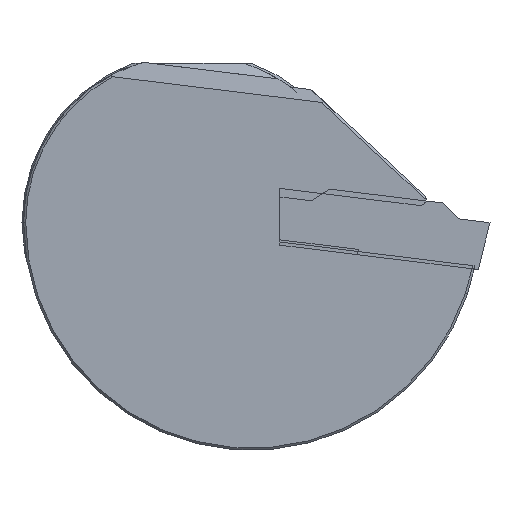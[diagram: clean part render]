
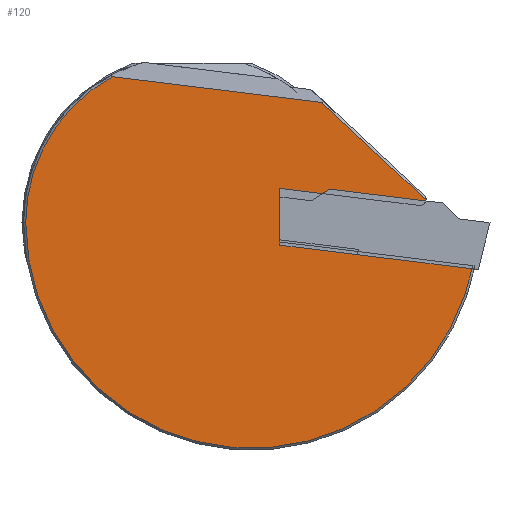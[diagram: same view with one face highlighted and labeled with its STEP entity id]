
A CAD part, left-side view. The second image highlights one B-rep face of the part: STEP entity #120.
In plain terms, the highlighted planar face has unit normal (-1, 0, 0).
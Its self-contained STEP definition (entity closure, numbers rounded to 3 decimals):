
#68=CIRCLE('',#924,0.6);
#69=CIRCLE('',#925,15.65);
#70=CIRCLE('',#926,21.2);
#120=ADVANCED_FACE('',(#202),#166,.F.);
#166=PLANE('',#927);
#202=FACE_OUTER_BOUND('',#248,.T.);
#248=EDGE_LOOP('',(#377,#378,#379,#380,#381,#382,#383,#384,#385));
#377=ORIENTED_EDGE('',*,*,#658,.T.);
#378=ORIENTED_EDGE('',*,*,#659,.T.);
#379=ORIENTED_EDGE('',*,*,#660,.T.);
#380=ORIENTED_EDGE('',*,*,#661,.T.);
#381=ORIENTED_EDGE('',*,*,#662,.T.);
#382=ORIENTED_EDGE('',*,*,#663,.T.);
#383=ORIENTED_EDGE('',*,*,#664,.T.);
#384=ORIENTED_EDGE('',*,*,#665,.T.);
#385=ORIENTED_EDGE('',*,*,#666,.T.);
#563=VERTEX_POINT('',#1329);
#564=VERTEX_POINT('',#1330);
#565=VERTEX_POINT('',#1332);
#566=VERTEX_POINT('',#1334);
#567=VERTEX_POINT('',#1336);
#568=VERTEX_POINT('',#1338);
#569=VERTEX_POINT('',#1340);
#570=VERTEX_POINT('',#1342);
#571=VERTEX_POINT('',#1344);
#658=EDGE_CURVE('',#563,#564,#773,.T.);
#659=EDGE_CURVE('',#564,#565,#774,.T.);
#660=EDGE_CURVE('',#565,#566,#68,.T.);
#661=EDGE_CURVE('',#566,#567,#775,.T.);
#662=EDGE_CURVE('',#567,#568,#776,.T.);
#663=EDGE_CURVE('',#568,#569,#69,.T.);
#664=EDGE_CURVE('',#569,#570,#70,.T.);
#665=EDGE_CURVE('',#570,#571,#777,.T.);
#666=EDGE_CURVE('',#571,#563,#778,.T.);
#773=LINE('',#1328,#860);
#774=LINE('',#1331,#861);
#775=LINE('',#1335,#862);
#776=LINE('',#1337,#863);
#777=LINE('',#1343,#864);
#778=LINE('',#1345,#865);
#860=VECTOR('',#1076,1.);
#861=VECTOR('',#1077,1.);
#862=VECTOR('',#1080,1.);
#863=VECTOR('',#1081,1.);
#864=VECTOR('',#1086,1.);
#865=VECTOR('',#1087,1.);
#924=AXIS2_PLACEMENT_3D('',#1333,#1078,#1079);
#925=AXIS2_PLACEMENT_3D('',#1339,#1082,#1083);
#926=AXIS2_PLACEMENT_3D('',#1341,#1084,#1085);
#927=AXIS2_PLACEMENT_3D('',#1346,#1088,#1089);
#1076=DIRECTION('',(0.,0.,1.));
#1077=DIRECTION('',(0.,-0.993,-0.122));
#1078=DIRECTION('',(-1.,0.,0.));
#1079=DIRECTION('',(0.,0.,-1.));
#1080=DIRECTION('',(0.,0.731,0.682));
#1081=DIRECTION('',(0.,0.993,0.122));
#1082=DIRECTION('',(-1.,0.,0.));
#1083=DIRECTION('',(0.,0.,-1.));
#1084=DIRECTION('',(-1.,0.,0.));
#1085=DIRECTION('',(0.,0.,-1.));
#1086=DIRECTION('',(0.,-0.259,0.966));
#1087=DIRECTION('',(0.,0.993,0.122));
#1088=DIRECTION('',(1.,0.,0.));
#1089=DIRECTION('',(0.,0.,-1.));
#1328=CARTESIAN_POINT('',(0.35,-8.248,0.));
#1329=CARTESIAN_POINT('',(0.35,-8.248,-1.806));
#1330=CARTESIAN_POINT('',(0.35,-8.248,3.231));
#1331=CARTESIAN_POINT('',(0.35,27.071,7.568));
#1332=CARTESIAN_POINT('',(0.35,-21.326,1.626));
#1333=CARTESIAN_POINT('',(0.35,-21.399,2.221));
#1334=CARTESIAN_POINT('',(0.35,-21.994,2.145));
#1335=CARTESIAN_POINT('',(0.35,3.677,26.083));
#1336=CARTESIAN_POINT('',(0.35,-12.163,11.312));
#1337=CARTESIAN_POINT('',(0.35,19.815,15.239));
#1338=CARTESIAN_POINT('',(0.35,7.514,13.728));
#1339=CARTESIAN_POINT('',(0.35,0.,0.));
#1340=CARTESIAN_POINT('',(0.35,15.65,0.));
#1341=CARTESIAN_POINT('',(0.35,-5.55,0.));
#1342=CARTESIAN_POINT('',(0.35,-25.679,-6.652));
#1343=CARTESIAN_POINT('',(0.35,-23.747,-13.865));
#1344=CARTESIAN_POINT('',(0.35,-26.381,-4.033));
#1345=CARTESIAN_POINT('',(0.35,27.68,2.605));
#1346=CARTESIAN_POINT('',(0.35,28.,0.));
